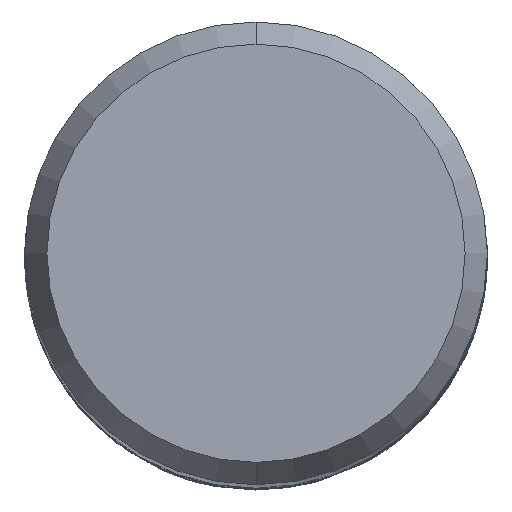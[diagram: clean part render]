
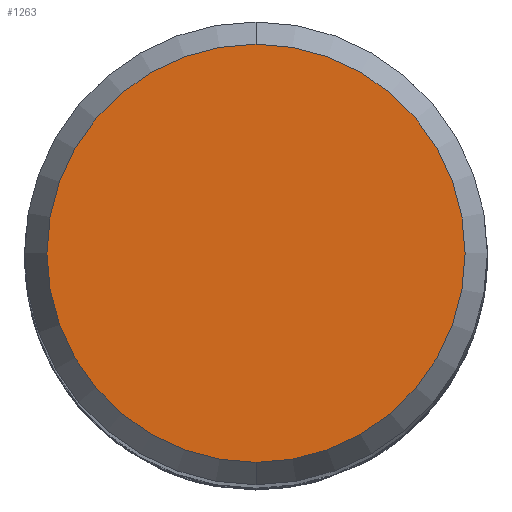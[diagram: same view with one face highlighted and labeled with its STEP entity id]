
A CAD part, top view. The second image highlights one B-rep face of the part: STEP entity #1263.
In plain terms, the highlighted planar face has unit normal (0, 0, 1).
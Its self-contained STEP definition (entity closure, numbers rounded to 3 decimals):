
#1263=ADVANCED_FACE('',(#3673),#3674,.T.);
#2045=EDGE_CURVE('',#3009,#3157,#4526,.T.);
#2191=EDGE_CURVE('',#3157,#3009,#4684,.T.);
#3009=VERTEX_POINT('',#5567);
#3157=VERTEX_POINT('',#5731);
#3673=FACE_OUTER_BOUND('',#7184,.T.);
#3674=PLANE('',#7185);
#4526=CIRCLE('',#15932,5.423);
#4684=CIRCLE('',#17520,5.423);
#5567=CARTESIAN_POINT('',(0.0,5.423,0.0));
#5731=CARTESIAN_POINT('',(0.,-5.423,0.0));
#7184=EDGE_LOOP('',(#30803,#30804));
#7185=AXIS2_PLACEMENT_3D('',#30805,#30806,#30807);
#15932=AXIS2_PLACEMENT_3D('',#31770,#31771,#31772);
#17520=AXIS2_PLACEMENT_3D('',#31898,#31899,#31900);
#30803=ORIENTED_EDGE('',*,*,#2045,.F.);
#30804=ORIENTED_EDGE('',*,*,#2191,.F.);
#30805=CARTESIAN_POINT('',(0.0,2.711,0.0));
#30806=DIRECTION('',(-0.0,0.0,1.0));
#30807=DIRECTION('',(0.0,-1.0,0.0));
#31770=CARTESIAN_POINT('',(0.0,0.0,0.0));
#31771=DIRECTION('',(0.0,0.0,-1.0));
#31772=DIRECTION('',(0.0,1.0,0.0));
#31898=CARTESIAN_POINT('',(0.0,0.0,0.0));
#31899=DIRECTION('',(0.0,0.0,-1.0));
#31900=DIRECTION('',(0.0,1.0,0.0));
